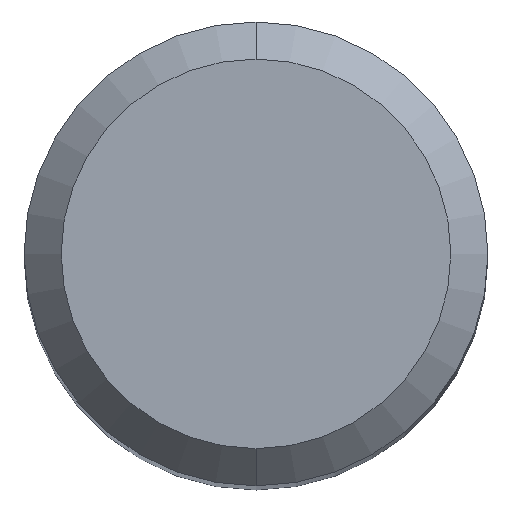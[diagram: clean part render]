
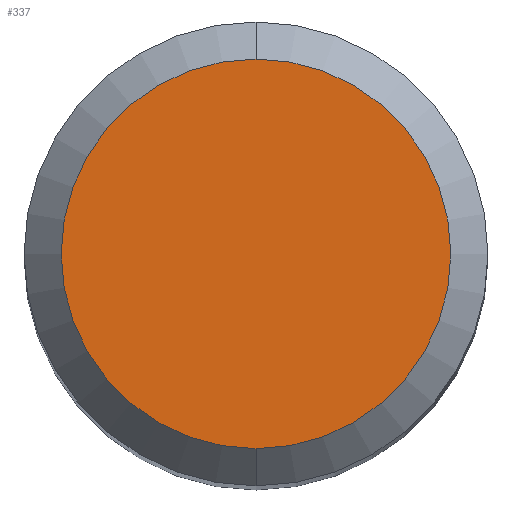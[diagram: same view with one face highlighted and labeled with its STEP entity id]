
A CAD part, top view. The second image highlights one B-rep face of the part: STEP entity #337.
In plain terms, the highlighted planar face has unit normal (0, 0, 1).
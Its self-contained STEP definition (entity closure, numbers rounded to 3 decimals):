
#259=EDGE_CURVE('',#527,#377,#654,.T.);
#337=ADVANCED_FACE('',(#741),#742,.T.);
#377=VERTEX_POINT('',#783);
#413=EDGE_CURVE('',#377,#527,#823,.T.);
#527=VERTEX_POINT('',#949);
#654=CIRCLE('',#1101,2.1);
#741=FACE_OUTER_BOUND('',#1277,.T.);
#742=PLANE('',#1278);
#783=CARTESIAN_POINT('',(0.,-2.1,0.0));
#823=CIRCLE('',#1397,2.1);
#949=CARTESIAN_POINT('',(0.0,2.1,0.0));
#1101=AXIS2_PLACEMENT_3D('',#1855,#1856,#1857);
#1277=EDGE_LOOP('',(#1968,#1969));
#1278=AXIS2_PLACEMENT_3D('',#1970,#1971,#1972);
#1397=AXIS2_PLACEMENT_3D('',#2057,#2058,#2059);
#1855=CARTESIAN_POINT('',(0.0,0.0,0.0));
#1856=DIRECTION('',(0.0,0.0,-1.0));
#1857=DIRECTION('',(0.0,1.0,0.0));
#1968=ORIENTED_EDGE('',*,*,#259,.F.);
#1969=ORIENTED_EDGE('',*,*,#413,.F.);
#1970=CARTESIAN_POINT('',(0.0,1.05,0.0));
#1971=DIRECTION('',(-0.0,0.0,1.0));
#1972=DIRECTION('',(0.0,-1.0,0.0));
#2057=CARTESIAN_POINT('',(0.0,0.0,0.0));
#2058=DIRECTION('',(0.0,0.0,-1.0));
#2059=DIRECTION('',(0.0,1.0,0.0));
